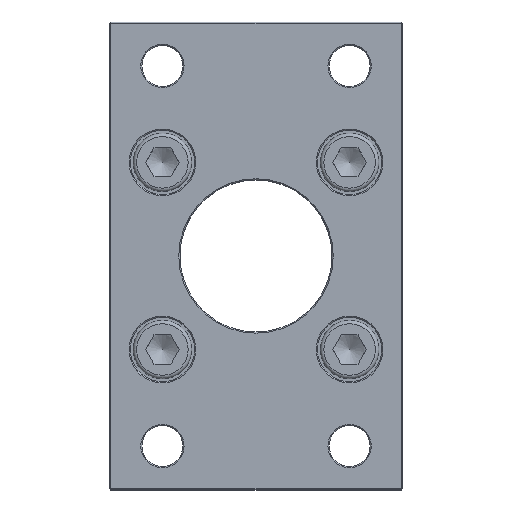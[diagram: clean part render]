
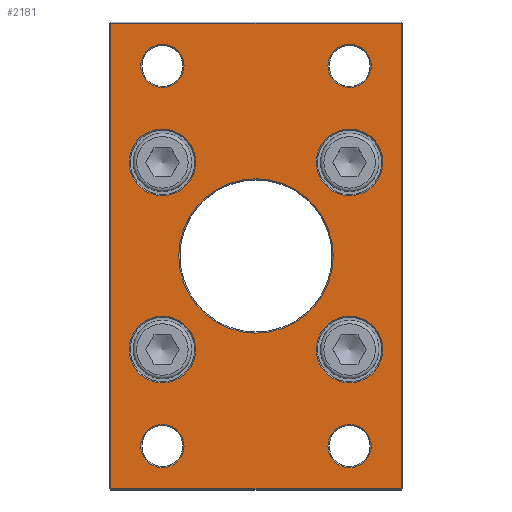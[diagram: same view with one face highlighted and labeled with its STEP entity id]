
A CAD part, top view. The second image highlights one B-rep face of the part: STEP entity #2181.
In plain terms, the highlighted planar face has unit normal (0, 0, 1).
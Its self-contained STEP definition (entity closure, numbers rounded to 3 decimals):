
#145=LINE('',#3615,#292);
#146=LINE('',#3617,#293);
#147=LINE('',#3619,#294);
#148=LINE('',#3620,#295);
#292=VECTOR('',#2899,10.);
#293=VECTOR('',#2900,10.);
#294=VECTOR('',#2901,10.);
#295=VECTOR('',#2902,10.);
#413=FACE_BOUND('',#636,.T.);
#414=FACE_BOUND('',#637,.T.);
#415=FACE_BOUND('',#638,.T.);
#416=FACE_BOUND('',#639,.T.);
#417=FACE_BOUND('',#640,.T.);
#418=FACE_BOUND('',#641,.T.);
#419=FACE_BOUND('',#642,.T.);
#420=FACE_BOUND('',#643,.T.);
#421=FACE_BOUND('',#644,.T.);
#492=FACE_OUTER_BOUND('',#635,.T.);
#635=EDGE_LOOP('',(#1678,#1679,#1680,#1681));
#636=EDGE_LOOP('',(#1682));
#637=EDGE_LOOP('',(#1683));
#638=EDGE_LOOP('',(#1684));
#639=EDGE_LOOP('',(#1685));
#640=EDGE_LOOP('',(#1686));
#641=EDGE_LOOP('',(#1687));
#642=EDGE_LOOP('',(#1688));
#643=EDGE_LOOP('',(#1689));
#644=EDGE_LOOP('',(#1690));
#792=CIRCLE('',#2413,5.7);
#795=CIRCLE('',#2417,5.7);
#796=CIRCLE('',#2418,3.7);
#797=CIRCLE('',#2419,13.2);
#798=CIRCLE('',#2420,3.7);
#799=CIRCLE('',#2421,5.7);
#800=CIRCLE('',#2422,5.7);
#801=CIRCLE('',#2423,3.7);
#802=CIRCLE('',#2424,3.7);
#968=VERTEX_POINT('',#3605);
#971=VERTEX_POINT('',#3613);
#972=VERTEX_POINT('',#3614);
#973=VERTEX_POINT('',#3616);
#974=VERTEX_POINT('',#3618);
#975=VERTEX_POINT('',#3621);
#976=VERTEX_POINT('',#3623);
#977=VERTEX_POINT('',#3625);
#978=VERTEX_POINT('',#3627);
#979=VERTEX_POINT('',#3629);
#980=VERTEX_POINT('',#3631);
#981=VERTEX_POINT('',#3633);
#982=VERTEX_POINT('',#3635);
#1212=EDGE_CURVE('',#968,#968,#792,.T.);
#1216=EDGE_CURVE('',#971,#972,#145,.T.);
#1217=EDGE_CURVE('',#973,#971,#146,.T.);
#1218=EDGE_CURVE('',#974,#973,#147,.T.);
#1219=EDGE_CURVE('',#972,#974,#148,.T.);
#1220=EDGE_CURVE('',#975,#975,#795,.T.);
#1221=EDGE_CURVE('',#976,#976,#796,.T.);
#1222=EDGE_CURVE('',#977,#977,#797,.T.);
#1223=EDGE_CURVE('',#978,#978,#798,.T.);
#1224=EDGE_CURVE('',#979,#979,#799,.T.);
#1225=EDGE_CURVE('',#980,#980,#800,.T.);
#1226=EDGE_CURVE('',#981,#981,#801,.T.);
#1227=EDGE_CURVE('',#982,#982,#802,.T.);
#1678=ORIENTED_EDGE('',*,*,#1216,.F.);
#1679=ORIENTED_EDGE('',*,*,#1217,.F.);
#1680=ORIENTED_EDGE('',*,*,#1218,.F.);
#1681=ORIENTED_EDGE('',*,*,#1219,.F.);
#1682=ORIENTED_EDGE('',*,*,#1220,.F.);
#1683=ORIENTED_EDGE('',*,*,#1221,.F.);
#1684=ORIENTED_EDGE('',*,*,#1222,.F.);
#1685=ORIENTED_EDGE('',*,*,#1223,.F.);
#1686=ORIENTED_EDGE('',*,*,#1224,.F.);
#1687=ORIENTED_EDGE('',*,*,#1225,.F.);
#1688=ORIENTED_EDGE('',*,*,#1226,.F.);
#1689=ORIENTED_EDGE('',*,*,#1227,.F.);
#1690=ORIENTED_EDGE('',*,*,#1212,.F.);
#1960=PLANE('',#2416);
#2181=ADVANCED_FACE('',(#492,#413,#414,#415,#416,#417,#418,#419,#420,#421),
#1960,.T.);
#2413=AXIS2_PLACEMENT_3D('',#3606,#2890,#2891);
#2416=AXIS2_PLACEMENT_3D('',#3612,#2897,#2898);
#2417=AXIS2_PLACEMENT_3D('',#3622,#2903,#2904);
#2418=AXIS2_PLACEMENT_3D('',#3624,#2905,#2906);
#2419=AXIS2_PLACEMENT_3D('',#3626,#2907,#2908);
#2420=AXIS2_PLACEMENT_3D('',#3628,#2909,#2910);
#2421=AXIS2_PLACEMENT_3D('',#3630,#2911,#2912);
#2422=AXIS2_PLACEMENT_3D('',#3632,#2913,#2914);
#2423=AXIS2_PLACEMENT_3D('',#3634,#2915,#2916);
#2424=AXIS2_PLACEMENT_3D('',#3636,#2917,#2918);
#2890=DIRECTION('center_axis',(0.,0.,
1.));
#2891=DIRECTION('ref_axis',(1.,0.,0.));
#2897=DIRECTION('center_axis',(0.,0.,
1.));
#2898=DIRECTION('ref_axis',(-1.,0.,0.));
#2899=DIRECTION('',(0.,-1.,0.));
#2900=DIRECTION('',(1.,0.,0.));
#2901=DIRECTION('',(0.,1.,0.));
#2902=DIRECTION('',(-1.,0.,0.));
#2903=DIRECTION('center_axis',(0.,0.,
1.));
#2904=DIRECTION('ref_axis',(1.,0.,0.));
#2905=DIRECTION('center_axis',(0.,0.,
1.));
#2906=DIRECTION('ref_axis',(1.,0.,0.));
#2907=DIRECTION('center_axis',(0.,0.,
1.));
#2908=DIRECTION('ref_axis',(1.,0.,0.));
#2909=DIRECTION('center_axis',(0.,0.,
1.));
#2910=DIRECTION('ref_axis',(1.,0.,0.));
#2911=DIRECTION('center_axis',(0.,0.,
1.));
#2912=DIRECTION('ref_axis',(1.,0.,0.));
#2913=DIRECTION('center_axis',(0.,0.,
1.));
#2914=DIRECTION('ref_axis',(1.,0.,0.));
#2915=DIRECTION('center_axis',(0.,0.,
1.));
#2916=DIRECTION('ref_axis',(1.,0.,0.));
#2917=DIRECTION('center_axis',(0.,0.,
1.));
#2918=DIRECTION('ref_axis',(1.,0.,0.));
#3605=CARTESIAN_POINT('',(-21.7,16.,10.));
#3606=CARTESIAN_POINT('Origin',(-16.,16.,10.));
#3612=CARTESIAN_POINT('Origin',(0.,0.,
10.));
#3613=CARTESIAN_POINT('',(24.8,39.8,10.));
#3614=CARTESIAN_POINT('',(24.8,-39.8,10.));
#3615=CARTESIAN_POINT('',(24.8,20.,10.));
#3616=CARTESIAN_POINT('',(-24.8,39.8,10.));
#3617=CARTESIAN_POINT('',(-12.5,39.8,10.));
#3618=CARTESIAN_POINT('',(-24.8,-39.8,10.));
#3619=CARTESIAN_POINT('',(-24.8,-20.,10.));
#3620=CARTESIAN_POINT('',(12.5,-39.8,10.));
#3621=CARTESIAN_POINT('',(-21.7,-16.,10.));
#3622=CARTESIAN_POINT('Origin',(-16.,-16.,10.));
#3623=CARTESIAN_POINT('',(-19.7,-32.5,10.));
#3624=CARTESIAN_POINT('Origin',(-16.,-32.5,10.));
#3625=CARTESIAN_POINT('',(-13.2,0.,10.));
#3626=CARTESIAN_POINT('Origin',(0.,0.,
10.));
#3627=CARTESIAN_POINT('',(12.3,32.5,10.));
#3628=CARTESIAN_POINT('Origin',(16.,32.5,10.));
#3629=CARTESIAN_POINT('',(10.3,16.,10.));
#3630=CARTESIAN_POINT('Origin',(16.,16.,10.));
#3631=CARTESIAN_POINT('',(10.3,-16.,10.));
#3632=CARTESIAN_POINT('Origin',(16.,-16.,10.));
#3633=CARTESIAN_POINT('',(12.3,-32.5,10.));
#3634=CARTESIAN_POINT('Origin',(16.,-32.5,10.));
#3635=CARTESIAN_POINT('',(-19.7,32.5,10.));
#3636=CARTESIAN_POINT('Origin',(-16.,32.5,10.));
